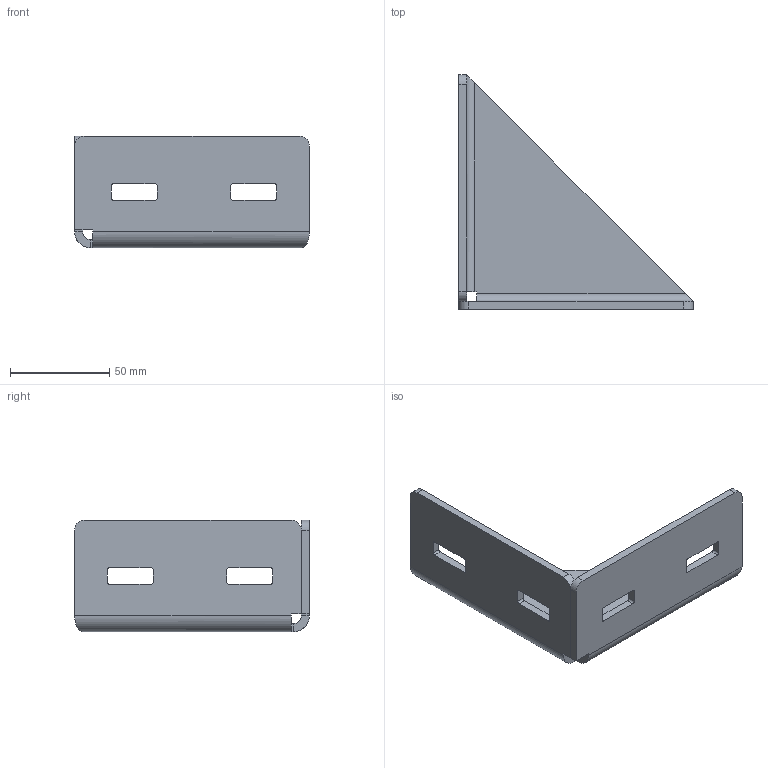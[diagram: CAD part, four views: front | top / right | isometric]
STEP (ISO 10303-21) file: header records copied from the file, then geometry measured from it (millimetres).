
FILE_DESCRIPTION (( 'STEP AP214' ), '1' );
FILE_NAME ('Ñáîðêà2.STEP', '2024-04-11T11:26:34', ( '' ), ( '' ), 'SwSTEP 2.0', 'SolidWorks 2022', '' );
FILE_SCHEMA (( 'AUTOMOTIVE_DESIGN' ));
Length unit declared in the file: millimetre
Products named in the file (2): A55 Угловой соединитель стальной 60х120, паз 10 SNSS.60.066_00; Сборка2
Assembly tree (1 placements, depth 2):
  Сборка2
    A55 Угловой соединитель стальной 60х120, паз 10 SNSS.60.066_00
Bounding box: 118 x 118 x 56 mm (x, y, z)
Volume: 71956.3 mm3; surface area: 39432.4 mm2
Topology: 1 solids, 1 shells, 63 faces, 167 edges, 106 vertices
Faces by surface type: plane 37, cylinder 24, bspline 2
Entity records: 2065 total; most frequent: CARTESIAN_POINT 406, DIRECTION 337, ORIENTED_EDGE 334, EDGE_CURVE 167, LINE 119, VECTOR 119, AXIS2_PLACEMENT_3D 109, VERTEX_POINT 106
